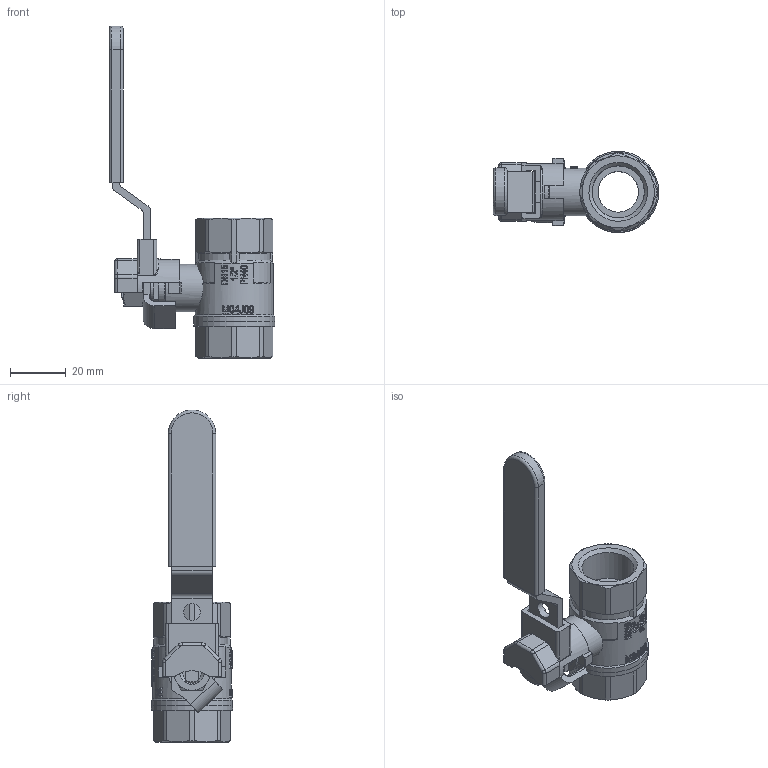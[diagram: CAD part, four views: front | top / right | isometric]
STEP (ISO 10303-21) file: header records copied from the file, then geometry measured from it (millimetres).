
FILE_DESCRIPTION(/* description */ ('Unknown','CAx-IF Rec.Pracs.---Representation and Presentation of Product Manufacturing Information (PMI)---4.0---2014-10-13','CAx-IF Rec.Pracs.---3D Tessellated Geometry---0.4---2014-09-14','2;1'),/* implementation_level */ '2;1');
FILE_NAME(/* name */ '605-04',/* time_stamp */ '2023-09-21T10:47:15+02:00',/* author */ ('Unknown'),/* organization */ ('Unknown'),/* preprocessor_version */ 'ST-DEVELOPER v18.102',/* originating_system */ 'Solid Edge',/* authorisation */ 'Unknown');
FILE_SCHEMA (('AP242_MANAGED_MODEL_BASED_3D_ENGINEERING_MIM_LF { 1 0 10303 442 1 1 4 }'));
Length unit declared in the file: millimetre
Products named in the file (12): 605-04; 600-04; 600-04_Spindel; 600-04_Stopfbuchse; 600-04_Einschraubteil; 600-04_Körper; Mutter_M8; Edelstahlgriff-DN10_DN15_DN20; Edelstahlgriff_ DN10_DN15_DN20; Schlie_lasche _DN10_DN15_DN20; Edelstahlgriff Ummantelung DN10_DN15_DN20
Assembly tree (11 placements, depth 4):
  605-04
    600-04
      600-04_Spindel
        600-04_Stopfbuchse
        600-04_Spindel
      600-04_Einschraubteil
      600-04_Körper
    Mutter_M8
    Edelstahlgriff-DN10_DN15_DN20
      Edelstahlgriff_ DN10_DN15_DN20
      Schlie_lasche _DN10_DN15_DN20
      Edelstahlgriff Ummantelung DN10_DN15_DN20
Bounding box: 59.25 x 29 x 118.75 mm (x, y, z)
Volume: 26844.6 mm3; surface area: 24529.1 mm2
Topology: 8 solids, 8 shells, 1224 faces, 3411 edges, 2260 vertices
Faces by surface type: plane 1027, cylinder 136, cone 46, torus 11, sphere 2, bspline 2
Full cylindrical faces by diameter (mm): 6 x1, 6.6 x1, 6.75 x1, 8.9 x2, 9.1 x1, 9.3 x1, 10.5 x1, 10.8 x1, 12 x1, 12.5 x1, 14 x1, 14.5 x2, 17 x1, 18.631 x2, 19.2 x2, 23.5 x1, 25 x1, 25.5 x1, 28 x1, 29 x2
Entity records: 50978 total; most frequent: CARTESIAN_POINT 10540, DIRECTION 7580, ORIENTED_EDGE 6710, EDGE_CURVE 3355, AXIS2_PLACEMENT_3D 3092, VERTEX_POINT 2248, ELLIPSE 1424, LINE 1396
